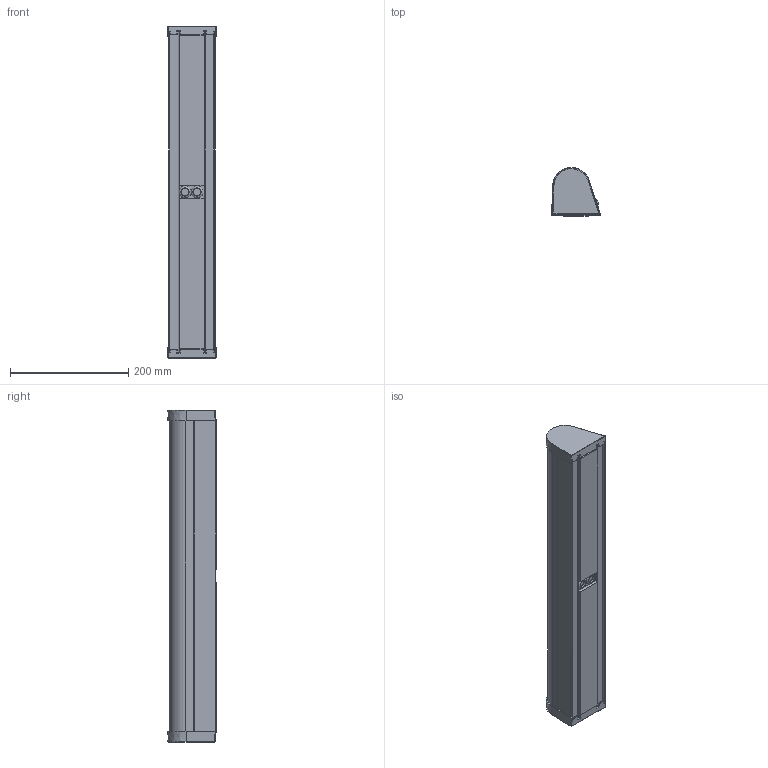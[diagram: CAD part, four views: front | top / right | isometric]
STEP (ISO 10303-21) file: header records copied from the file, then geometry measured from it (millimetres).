
FILE_DESCRIPTION (( 'STEP AP214' ), '1' );
FILE_NAME ('LN_ML_PIR.STEP', '2024-10-07T10:25:32', ( '' ), ( '' ), 'SwSTEP 2.0', 'SolidWorks 2022', '' );
FILE_SCHEMA (( 'AUTOMOTIVE_DESIGN' ));
Length unit declared in the file: millimetre
Products named in the file (1): LN_ML_PIR
Bounding box: 82.39 x 81.79 x 560.9 mm (x, y, z)
Volume: 374835.3 mm3; surface area: 451526.6 mm2
Topology: 9 solids, 10 shells, 319 faces, 757 edges, 467 vertices
Faces by surface type: cylinder 136, plane 110, bspline 36, torus 26, sphere 7, cone 4
Full cylindrical faces by diameter (mm): 13 x4, 16 x2, 20 x4, 21 x1
Entity records: 14983 total; most frequent: CARTESIAN_POINT 4433, ORIENTED_EDGE 1466, DIRECTION 1359, EDGE_CURVE 733, AXIS2_PLACEMENT_3D 494, VERTEX_POINT 458, LINE 371, VECTOR 371
